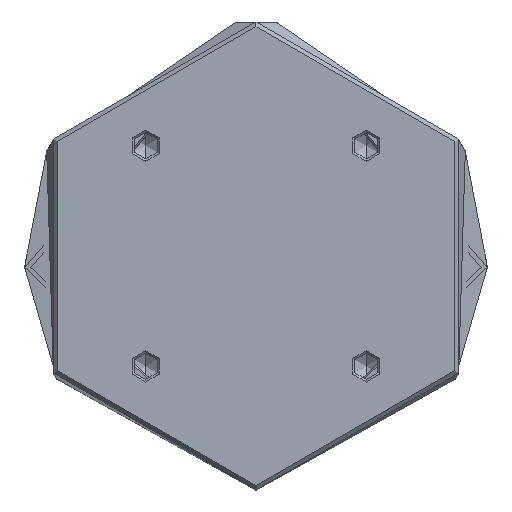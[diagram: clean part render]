
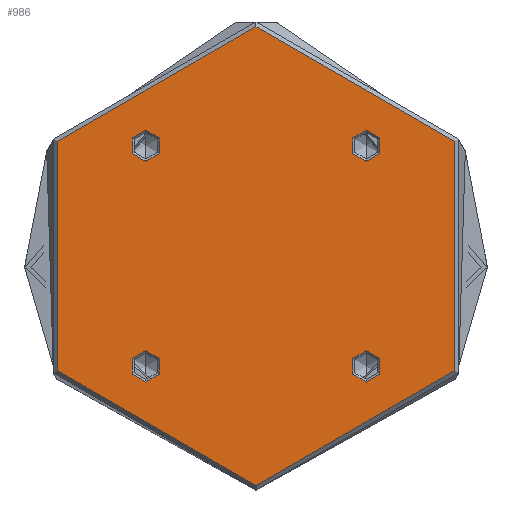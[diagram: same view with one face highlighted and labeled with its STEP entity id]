
A CAD part, front view. The second image highlights one B-rep face of the part: STEP entity #986.
In plain terms, the highlighted face is planar.
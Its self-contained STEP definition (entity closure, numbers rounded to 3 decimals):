
#100 = CARTESIAN_POINT ( 'NONE',  ( 40.38, 35.355, 0. ) ) ;
#113 = EDGE_CURVE ( 'NONE', #6279, #2911, #6914, .T. ) ;
#347 = DIRECTION ( 'NONE',  ( 0., 0., 1. ) ) ;
#504 = EDGE_CURVE ( 'NONE', #6515, #2050, #6834, .T. ) ;
#539 = CIRCLE ( 'NONE', #2501, 5.025 ) ;
#622 = CARTESIAN_POINT ( 'NONE',  ( -40.38, 35.355, 0. ) ) ;
#695 = AXIS2_PLACEMENT_3D ( 'NONE', #5583, #2410, #6096 ) ;
#709 = AXIS2_PLACEMENT_3D ( 'NONE', #3695, #347, #4231 ) ;
#870 = CARTESIAN_POINT ( 'NONE',  ( 73.5, 0., 0. ) ) ;
#888 = CARTESIAN_POINT ( 'NONE',  ( 30.33, -35.355, 0. ) ) ;
#889 = AXIS2_PLACEMENT_3D ( 'NONE', #1549, #1520, #1499 ) ;
#911 = ORIENTED_EDGE ( 'NONE', *, *, #3736, .T. ) ;
#986 = ADVANCED_FACE ( 'NONE', ( #3385, #2867, #3391, #3483, #3224 ), #4085, .F. ) ;
#1109 = VERTEX_POINT ( 'NONE', #888 ) ;
#1499 = DIRECTION ( 'NONE',  ( 1., 0., 0. ) ) ;
#1520 = DIRECTION ( 'NONE',  ( 0., 0., 1. ) ) ;
#1549 = CARTESIAN_POINT ( 'NONE',  ( -35.355, 35.355, 0. ) ) ;
#1611 = CIRCLE ( 'NONE', #2129, 5.025 ) ;
#2049 = ORIENTED_EDGE ( 'NONE', *, *, #504, .F. ) ;
#2050 = VERTEX_POINT ( 'NONE', #622 ) ;
#2129 = AXIS2_PLACEMENT_3D ( 'NONE', #2310, #6003, #2866 ) ;
#2157 = CIRCLE ( 'NONE', #3005, 5.025 ) ;
#2239 = EDGE_CURVE ( 'NONE', #5195, #4421, #4685, .T. ) ;
#2284 = CARTESIAN_POINT ( 'NONE',  ( 35.355, 35.355, 0. ) ) ;
#2310 = CARTESIAN_POINT ( 'NONE',  ( 35.355, 35.355, 0. ) ) ;
#2410 = DIRECTION ( 'NONE',  ( 0., 0., 1. ) ) ;
#2427 = ORIENTED_EDGE ( 'NONE', *, *, #5903, .F. ) ;
#2501 = AXIS2_PLACEMENT_3D ( 'NONE', #3054, #6707, #3595 ) ;
#2509 = ORIENTED_EDGE ( 'NONE', *, *, #6908, .F. ) ;
#2530 = CARTESIAN_POINT ( 'NONE',  ( -30.33, 35.355, 0. ) ) ;
#2572 = EDGE_CURVE ( 'NONE', #2911, #6279, #4521, .T. ) ;
#2603 = CARTESIAN_POINT ( 'NONE',  ( 0., 0., 0. ) ) ;
#2638 = AXIS2_PLACEMENT_3D ( 'NONE', #5533, #6641, #6742 ) ;
#2846 = DIRECTION ( 'NONE',  ( 1., 0., 0. ) ) ;
#2866 = DIRECTION ( 'NONE',  ( 1., 0., 0. ) ) ;
#2867 = FACE_BOUND ( 'NONE', #5394, .T. ) ;
#2911 = VERTEX_POINT ( 'NONE', #6694 ) ;
#2989 = DIRECTION ( 'NONE',  ( 1., 0., 0. ) ) ;
#3005 = AXIS2_PLACEMENT_3D ( 'NONE', #2284, #5981, #2846 ) ;
#3054 = CARTESIAN_POINT ( 'NONE',  ( 35.355, -35.355, 0. ) ) ;
#3125 = CARTESIAN_POINT ( 'NONE',  ( 0., 0., 0. ) ) ;
#3153 = DIRECTION ( 'NONE',  ( 1., 0., 0. ) ) ;
#3224 = FACE_OUTER_BOUND ( 'NONE', #4016, .T. ) ;
#3273 = ORIENTED_EDGE ( 'NONE', *, *, #113, .F. ) ;
#3358 = VERTEX_POINT ( 'NONE', #6938 ) ;
#3385 = FACE_BOUND ( 'NONE', #5244, .T. ) ;
#3391 = FACE_BOUND ( 'NONE', #3829, .T. ) ;
#3482 = DIRECTION ( 'NONE',  ( -1., 0., 0. ) ) ;
#3483 = FACE_BOUND ( 'NONE', #3726, .T. ) ;
#3595 = DIRECTION ( 'NONE',  ( 1., 0., 0. ) ) ;
#3620 = DIRECTION ( 'NONE',  ( 0., 0., -1. ) ) ;
#3679 = AXIS2_PLACEMENT_3D ( 'NONE', #6097, #5584, #2989 ) ;
#3695 = CARTESIAN_POINT ( 'NONE',  ( -35.355, 35.355, 0. ) ) ;
#3726 = EDGE_LOOP ( 'NONE', ( #5876, #2427 ) ) ;
#3736 = EDGE_CURVE ( 'NONE', #4421, #5195, #4780, .T. ) ;
#3760 = CARTESIAN_POINT ( 'NONE',  ( 0., 0., 0. ) ) ;
#3786 = DIRECTION ( 'NONE',  ( 0., 0., 1. ) ) ;
#3807 = DIRECTION ( 'NONE',  ( 1., 0., 0. ) ) ;
#3829 = EDGE_LOOP ( 'NONE', ( #6584, #2509 ) ) ;
#4016 = EDGE_LOOP ( 'NONE', ( #5636, #911 ) ) ;
#4046 = EDGE_CURVE ( 'NONE', #4104, #5534, #2157, .T. ) ;
#4085 = PLANE ( 'NONE',  #6022 ) ;
#4104 = VERTEX_POINT ( 'NONE', #100 ) ;
#4231 = DIRECTION ( 'NONE',  ( 1., 0., 0. ) ) ;
#4334 = EDGE_CURVE ( 'NONE', #3358, #1109, #539, .T. ) ;
#4389 = AXIS2_PLACEMENT_3D ( 'NONE', #2603, #6273, #3153 ) ;
#4421 = VERTEX_POINT ( 'NONE', #870 ) ;
#4508 = ORIENTED_EDGE ( 'NONE', *, *, #2572, .F. ) ;
#4521 = CIRCLE ( 'NONE', #3679, 5.025 ) ;
#4685 = CIRCLE ( 'NONE', #5770, 73.5 ) ;
#4732 = CIRCLE ( 'NONE', #709, 5.025 ) ;
#4780 = CIRCLE ( 'NONE', #4389, 73.5 ) ;
#4811 = CIRCLE ( 'NONE', #695, 5.025 ) ;
#5195 = VERTEX_POINT ( 'NONE', #5536 ) ;
#5244 = EDGE_LOOP ( 'NONE', ( #2049, #5392 ) ) ;
#5392 = ORIENTED_EDGE ( 'NONE', *, *, #6193, .F. ) ;
#5394 = EDGE_LOOP ( 'NONE', ( #3273, #4508 ) ) ;
#5533 = CARTESIAN_POINT ( 'NONE',  ( -35.355, -35.355, 0. ) ) ;
#5534 = VERTEX_POINT ( 'NONE', #6233 ) ;
#5536 = CARTESIAN_POINT ( 'NONE',  ( -73.5, 0., 0. ) ) ;
#5583 = CARTESIAN_POINT ( 'NONE',  ( 35.355, -35.355, 0. ) ) ;
#5584 = DIRECTION ( 'NONE',  ( 0., 0., 1. ) ) ;
#5636 = ORIENTED_EDGE ( 'NONE', *, *, #2239, .T. ) ;
#5770 = AXIS2_PLACEMENT_3D ( 'NONE', #3760, #3786, #3807 ) ;
#5876 = ORIENTED_EDGE ( 'NONE', *, *, #4046, .F. ) ;
#5903 = EDGE_CURVE ( 'NONE', #5534, #4104, #1611, .T. ) ;
#5981 = DIRECTION ( 'NONE',  ( 0., 0., 1. ) ) ;
#6003 = DIRECTION ( 'NONE',  ( 0., 0., 1. ) ) ;
#6022 = AXIS2_PLACEMENT_3D ( 'NONE', #3125, #3620, #3482 ) ;
#6096 = DIRECTION ( 'NONE',  ( 1., 0., 0. ) ) ;
#6097 = CARTESIAN_POINT ( 'NONE',  ( -35.355, -35.355, 0. ) ) ;
#6193 = EDGE_CURVE ( 'NONE', #2050, #6515, #4732, .T. ) ;
#6233 = CARTESIAN_POINT ( 'NONE',  ( 30.33, 35.355, 0. ) ) ;
#6273 = DIRECTION ( 'NONE',  ( 0., 0., 1. ) ) ;
#6279 = VERTEX_POINT ( 'NONE', #6898 ) ;
#6515 = VERTEX_POINT ( 'NONE', #2530 ) ;
#6584 = ORIENTED_EDGE ( 'NONE', *, *, #4334, .F. ) ;
#6641 = DIRECTION ( 'NONE',  ( 0., 0., 1. ) ) ;
#6694 = CARTESIAN_POINT ( 'NONE',  ( -40.38, -35.355, 0. ) ) ;
#6707 = DIRECTION ( 'NONE',  ( 0., 0., 1. ) ) ;
#6742 = DIRECTION ( 'NONE',  ( 1., 0., 0. ) ) ;
#6834 = CIRCLE ( 'NONE', #889, 5.025 ) ;
#6898 = CARTESIAN_POINT ( 'NONE',  ( -30.33, -35.355, 0. ) ) ;
#6908 = EDGE_CURVE ( 'NONE', #1109, #3358, #4811, .T. ) ;
#6914 = CIRCLE ( 'NONE', #2638, 5.025 ) ;
#6938 = CARTESIAN_POINT ( 'NONE',  ( 40.38, -35.355, 0. ) ) ;
